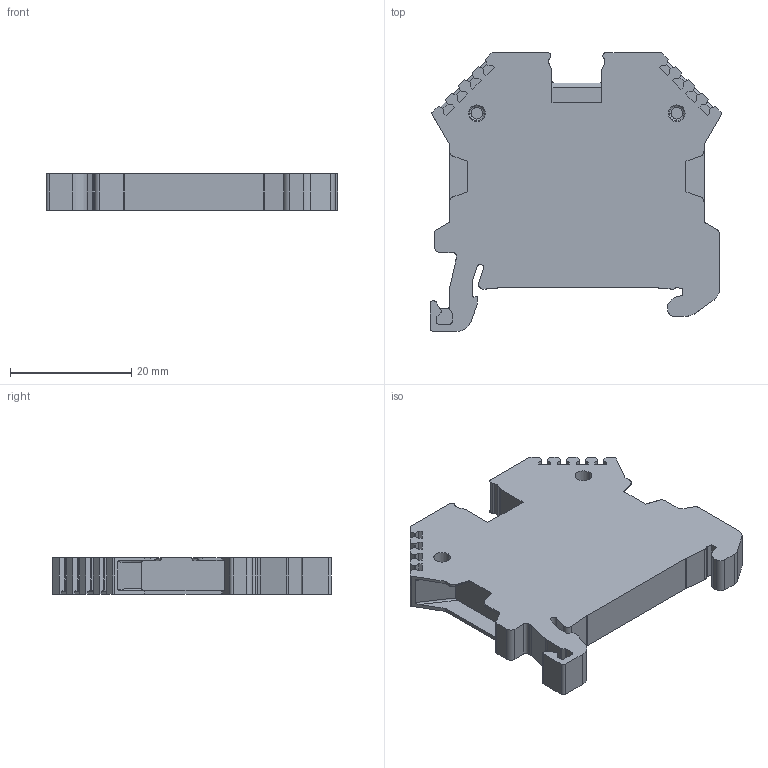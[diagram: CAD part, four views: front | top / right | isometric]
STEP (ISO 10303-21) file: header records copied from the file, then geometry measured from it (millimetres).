
FILE_DESCRIPTION((''),'2;1');
FILE_NAME('17104_2_SRK4_2A_iso','2010-05-18T',('Stollb'),(''),'PRO/ENGINEER BY PARAMETRIC TECHNOLOGY CORPORATION, 2007390','PRO/ENGINEER BY PARAMETRIC TECHNOLOGY CORPORATION, 2007390','');
FILE_SCHEMA(('CONFIG_CONTROL_DESIGN'));
Length unit declared in the file: millimetre
Products named in the file (1): SRK40ISO_2A_STEP
Bounding box: 48.12 x 46 x 6.1 mm (x, y, z)
Volume: 9183.5 mm3; surface area: 5194.2 mm2
Topology: 1 solids, 1 shells, 275 faces, 795 edges, 526 vertices
Faces by surface type: plane 188, cylinder 79, cone 4, torus 4
Entity records: 9149 total; most frequent: CARTESIAN_POINT 1810, ORIENTED_EDGE 1590, DIRECTION 1443, EDGE_CURVE 795, VECTOR 629, LINE 629, VERTEX_POINT 526, AXIS2_PLACEMENT_3D 407
